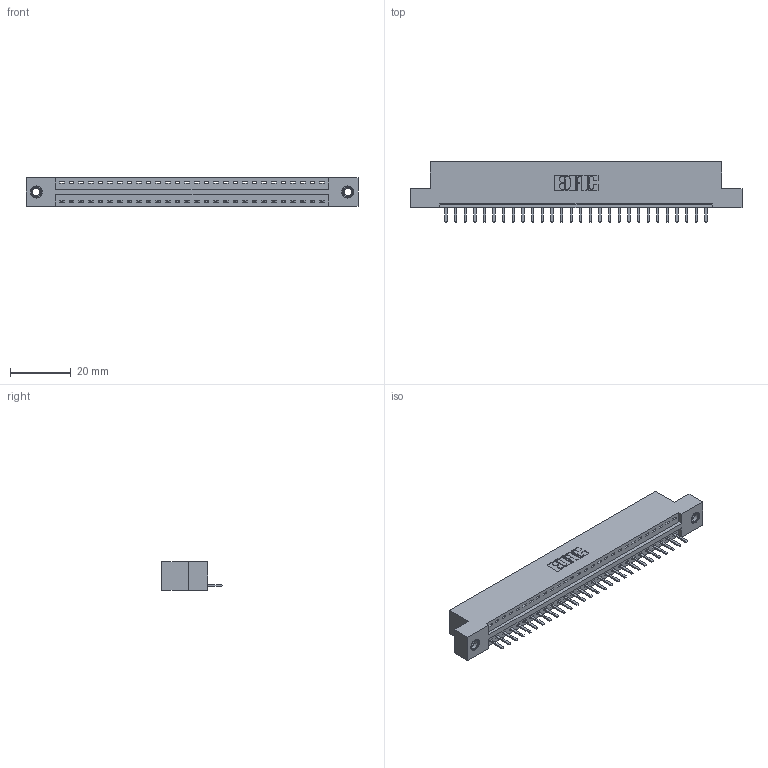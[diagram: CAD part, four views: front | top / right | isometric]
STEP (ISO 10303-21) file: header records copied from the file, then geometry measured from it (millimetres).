
FILE_DESCRIPTION (( 'STEP AP203' ), '1' );
FILE_NAME ('396-028-520-107.STEP', '2019-10-27T08:22:12', ( '' ), ( '' ), 'SwSTEP 2.0', 'SolidWorks 2016', '' );
FILE_SCHEMA (( 'CONFIG_CONTROL_DESIGN' ));
Length unit declared in the file: inch
Products named in the file (4): 345-292-001_345-293-120; 345-250-001_345-250-005-103; 396-028-520-107; 346 Part_Flush Mounting Lugs - 0.156 Dia-TI
Assembly tree (31 placements, depth 2):
  396-028-520-107
    346 Part_Flush Mounting Lugs - 0.156 Dia-TI
    345-292-001_345-293-120  x28
    345-250-001_345-250-005-103  x2
Bounding box: 109.47 x 20.02 x 9.4 mm (x, y, z)
Volume: 10288.6 mm3; surface area: 12474.1 mm2
Topology: 31 solids, 31 shells, 1918 faces, 5617 edges, 3662 vertices
Faces by surface type: plane 1284, cylinder 618, cone 12, torus 4
Entity records: 20562 total; most frequent: CARTESIAN_POINT 3523, ORIENTED_EDGE 3466, DIRECTION 3139, EDGE_CURVE 1733, LINE 1465, VECTOR 1465, VERTEX_POINT 1148, AXIS2_PLACEMENT_3D 837
